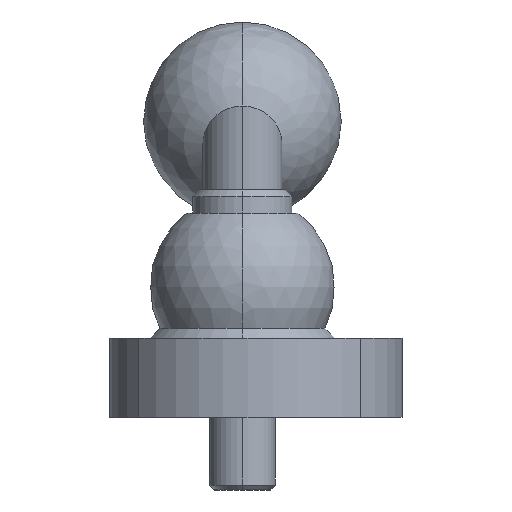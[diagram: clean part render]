
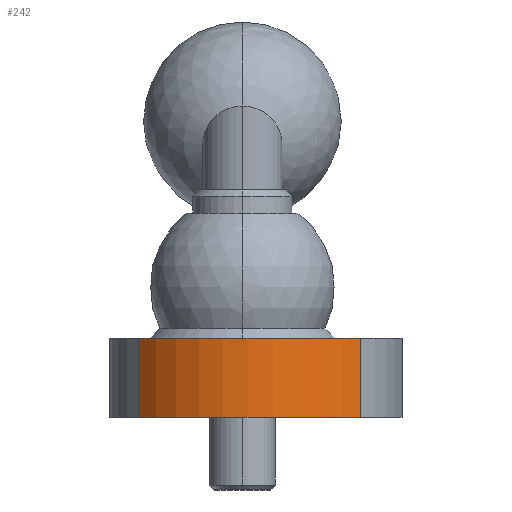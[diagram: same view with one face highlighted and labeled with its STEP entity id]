
A CAD part, left-side view. The second image highlights one B-rep face of the part: STEP entity #242.
In plain terms, the highlighted cylindrical face has radius 22.15 mm (diameter 44.3 mm), a partial arc.
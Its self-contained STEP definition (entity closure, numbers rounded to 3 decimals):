
#200=EDGE_CURVE('',#518,#404,#549,.T.);
#242=ADVANCED_FACE('',(#599),#600,.T.);
#244=EDGE_CURVE('',#446,#404,#602,.T.);
#246=EDGE_CURVE('',#372,#446,#604,.T.);
#362=EDGE_CURVE('',#518,#372,#729,.T.);
#372=VERTEX_POINT('',#739);
#404=VERTEX_POINT('',#775);
#446=VERTEX_POINT('',#821);
#518=VERTEX_POINT('',#905);
#549=LINE('',#928,#929);
#599=FACE_OUTER_BOUND('',#992,.T.);
#600=CYLINDRICAL_SURFACE('',#993,22.15);
#602=CIRCLE('',#996,22.15);
#604=LINE('',#999,#1000);
#729=CIRCLE('',#1169,22.15);
#739=CARTESIAN_POINT('',(-13.944,15.699,0.0));
#775=CARTESIAN_POINT('',(-15.011,-17.895,12.0));
#821=CARTESIAN_POINT('',(-13.944,15.699,12.0));
#905=CARTESIAN_POINT('',(-15.011,-17.895,0.0));
#928=CARTESIAN_POINT('',(-15.011,-17.895,0.0));
#929=VECTOR('',#1417,1.0);
#992=EDGE_LOOP('',(#1489,#1490,#1491,#1492));
#993=AXIS2_PLACEMENT_3D('',#1493,#1494,#1495);
#996=AXIS2_PLACEMENT_3D('',#1496,#1497,#1498);
#999=CARTESIAN_POINT('',(-13.944,15.699,0.0));
#1000=VECTOR('',#1499,1.0);
#1169=AXIS2_PLACEMENT_3D('',#1628,#1629,#1630);
#1417=DIRECTION('',(0.0,0.0,1.0));
#1489=ORIENTED_EDGE('',*,*,#244,.F.);
#1490=ORIENTED_EDGE('',*,*,#246,.F.);
#1491=ORIENTED_EDGE('',*,*,#362,.F.);
#1492=ORIENTED_EDGE('',*,*,#200,.T.);
#1493=CARTESIAN_POINT('',(-0.056,-1.556,0.0));
#1494=DIRECTION('',(-0.0,-0.0,-1.0));
#1495=DIRECTION('',(-0.675,-0.738,0.0));
#1496=CARTESIAN_POINT('',(-0.056,-1.556,12.0));
#1497=DIRECTION('',(0.0,0.0,1.0));
#1498=DIRECTION('',(-0.675,-0.738,0.0));
#1499=DIRECTION('',(0.0,0.0,1.0));
#1628=CARTESIAN_POINT('',(-0.056,-1.556,0.0));
#1629=DIRECTION('',(-0.0,0.0,-1.0));
#1630=DIRECTION('',(-0.675,-0.738,0.0));
